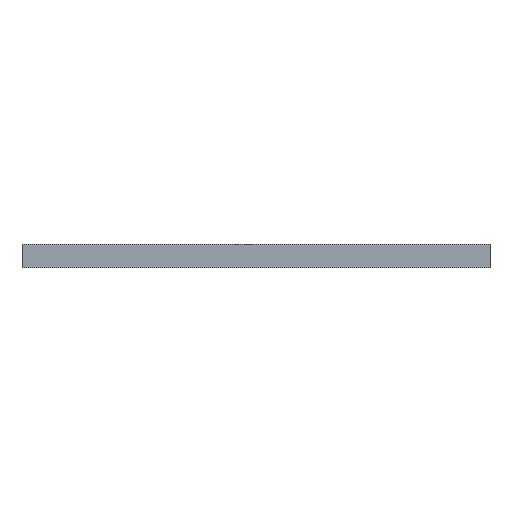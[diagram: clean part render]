
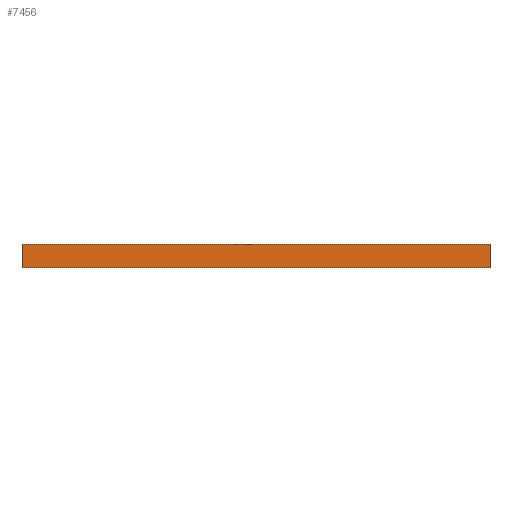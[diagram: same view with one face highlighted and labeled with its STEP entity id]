
A CAD part, front view. The second image highlights one B-rep face of the part: STEP entity #7456.
In plain terms, the highlighted planar face has unit normal (0, -1, 0).
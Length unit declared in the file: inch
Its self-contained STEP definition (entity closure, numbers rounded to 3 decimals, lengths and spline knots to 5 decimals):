
#403 = EDGE_CURVE ( 'NONE', #8775, #4700, #4036, .T. ) ;
#430 = CARTESIAN_POINT ( 'NONE',  ( -0.59055, -0.59055, -0.03937 ) ) ;
#619 = DIRECTION ( 'NONE',  ( 0., 0., 1. ) ) ;
#722 = CARTESIAN_POINT ( 'NONE',  ( -0.59055, -0.59055, -0.03937 ) ) ;
#805 = VECTOR ( 'NONE', #7154, 39.37008 ) ;
#973 = CARTESIAN_POINT ( 'NONE',  ( -0.59055, -0.59055, 0.01969 ) ) ;
#1214 = CARTESIAN_POINT ( 'NONE',  ( -0.59055, -0.59055, 0. ) ) ;
#1338 = LINE ( 'NONE', #973, #805 ) ;
#1639 = ORIENTED_EDGE ( 'NONE', *, *, #2001, .F. ) ;
#1961 = VECTOR ( 'NONE', #619, 39.37008 ) ;
#2001 = EDGE_CURVE ( 'NONE', #7476, #5855, #8043, .T. ) ;
#2580 = ORIENTED_EDGE ( 'NONE', *, *, #403, .T. ) ;
#2628 = DIRECTION ( 'NONE',  ( 0., 0., 1. ) ) ;
#2845 = CARTESIAN_POINT ( 'NONE',  ( -0.59055, -0.59055, 0.01969 ) ) ;
#2939 = EDGE_CURVE ( 'NONE', #7476, #8775, #7862, .T. ) ;
#3071 = DIRECTION ( 'NONE',  ( 1., 0., 0. ) ) ;
#3714 = AXIS2_PLACEMENT_3D ( 'NONE', #5882, #7274, #3071 ) ;
#4036 = LINE ( 'NONE', #5467, #1961 ) ;
#4502 = CARTESIAN_POINT ( 'NONE',  ( 0.59055, -0.59055, 0.01969 ) ) ;
#4700 = VERTEX_POINT ( 'NONE', #4502 ) ;
#5467 = CARTESIAN_POINT ( 'NONE',  ( 0.59055, -0.59055, 0. ) ) ;
#5689 = CARTESIAN_POINT ( 'NONE',  ( 0.59055, -0.59055, -0.03937 ) ) ;
#5855 = VERTEX_POINT ( 'NONE', #2845 ) ;
#5882 = CARTESIAN_POINT ( 'NONE',  ( -0.59055, -0.59055, 0. ) ) ;
#5908 = EDGE_CURVE ( 'NONE', #5855, #4700, #1338, .T. ) ;
#5913 = PLANE ( 'NONE',  #3714 ) ;
#6063 = FACE_OUTER_BOUND ( 'NONE', #8837, .T. ) ;
#6545 = ORIENTED_EDGE ( 'NONE', *, *, #2939, .T. ) ;
#7154 = DIRECTION ( 'NONE',  ( 1., 0., 0. ) ) ;
#7274 = DIRECTION ( 'NONE',  ( 0., -1., 0. ) ) ;
#7456 = ADVANCED_FACE ( 'NONE', ( #6063 ), #5913, .T. ) ;
#7476 = VERTEX_POINT ( 'NONE', #430 ) ;
#7611 = VECTOR ( 'NONE', #2628, 39.37008 ) ;
#7862 = LINE ( 'NONE', #722, #8298 ) ;
#8043 = LINE ( 'NONE', #1214, #7611 ) ;
#8298 = VECTOR ( 'NONE', #8422, 39.37008 ) ;
#8422 = DIRECTION ( 'NONE',  ( 1., 0., 0. ) ) ;
#8651 = ORIENTED_EDGE ( 'NONE', *, *, #5908, .F. ) ;
#8775 = VERTEX_POINT ( 'NONE', #5689 ) ;
#8837 = EDGE_LOOP ( 'NONE', ( #1639, #6545, #2580, #8651 ) ) ;
